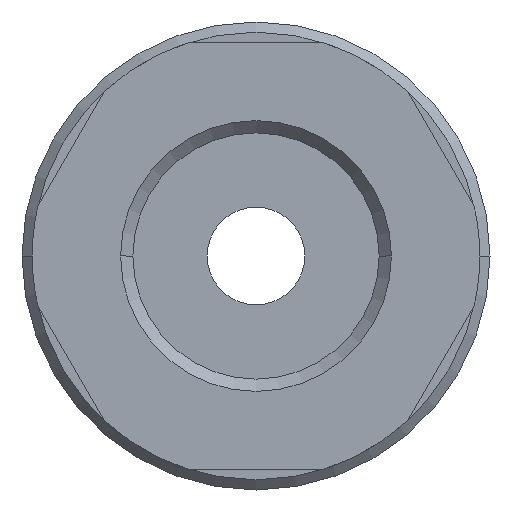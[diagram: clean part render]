
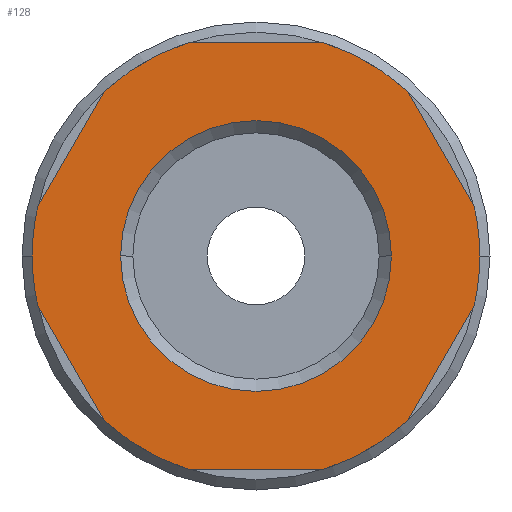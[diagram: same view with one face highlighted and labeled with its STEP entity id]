
A CAD part, front view. The second image highlights one B-rep face of the part: STEP entity #128.
In plain terms, the highlighted planar face has unit normal (0, -1, 0).
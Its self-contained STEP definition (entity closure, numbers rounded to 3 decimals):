
#128=ADVANCED_FACE('',(#316,#317),#318,.T.);
#316=FACE_BOUND('',#567,.T.);
#317=FACE_OUTER_BOUND('',#568,.T.);
#318=PLANE('',#569);
#567=EDGE_LOOP('',(#882,#883));
#568=EDGE_LOOP('',(#884,#885,#886,#887,#888,#889,#890,#891,#892,#893,#894,#895,#896,#897));
#569=AXIS2_PLACEMENT_3D('',#898,#899,#900);
#882=ORIENTED_EDGE('',*,*,#1502,.T.);
#883=ORIENTED_EDGE('',*,*,#1503,.T.);
#884=ORIENTED_EDGE('',*,*,#1504,.F.);
#885=ORIENTED_EDGE('',*,*,#1505,.F.);
#886=ORIENTED_EDGE('',*,*,#1489,.F.);
#887=ORIENTED_EDGE('',*,*,#1506,.F.);
#888=ORIENTED_EDGE('',*,*,#1498,.F.);
#889=ORIENTED_EDGE('',*,*,#1507,.F.);
#890=ORIENTED_EDGE('',*,*,#1508,.F.);
#891=ORIENTED_EDGE('',*,*,#1509,.F.);
#892=ORIENTED_EDGE('',*,*,#1510,.F.);
#893=ORIENTED_EDGE('',*,*,#1511,.F.);
#894=ORIENTED_EDGE('',*,*,#1512,.F.);
#895=ORIENTED_EDGE('',*,*,#1513,.F.);
#896=ORIENTED_EDGE('',*,*,#1514,.F.);
#897=ORIENTED_EDGE('',*,*,#1515,.F.);
#898=CARTESIAN_POINT('',(5.5,0.0,0.0));
#899=DIRECTION('',(-0.0,-1.0,-0.0));
#900=DIRECTION('',(-1.0,0.0,0.0));
#1489=EDGE_CURVE('',#1783,#1785,#1786,.T.);
#1498=EDGE_CURVE('',#1798,#1800,#1801,.T.);
#1502=EDGE_CURVE('',#1806,#1807,#1808,.T.);
#1503=EDGE_CURVE('',#1807,#1806,#1809,.T.);
#1504=EDGE_CURVE('',#1810,#1811,#1812,.T.);
#1505=EDGE_CURVE('',#1785,#1810,#1813,.T.);
#1506=EDGE_CURVE('',#1800,#1783,#1814,.T.);
#1507=EDGE_CURVE('',#1815,#1798,#1816,.T.);
#1508=EDGE_CURVE('',#1817,#1815,#1818,.T.);
#1509=EDGE_CURVE('',#1819,#1817,#1820,.T.);
#1510=EDGE_CURVE('',#1821,#1819,#1822,.T.);
#1511=EDGE_CURVE('',#1823,#1821,#1824,.T.);
#1512=EDGE_CURVE('',#1825,#1823,#1826,.T.);
#1513=EDGE_CURVE('',#1827,#1825,#1828,.T.);
#1514=EDGE_CURVE('',#1829,#1827,#1830,.T.);
#1515=EDGE_CURVE('',#1811,#1829,#1831,.T.);
#1783=VERTEX_POINT('',#2288);
#1785=VERTEX_POINT('',#2291);
#1786=LINE('',#2292,#2293);
#1798=VERTEX_POINT('',#2307);
#1800=VERTEX_POINT('',#2310);
#1801=LINE('',#2311,#2312);
#1806=VERTEX_POINT('',#2319);
#1807=VERTEX_POINT('',#2320);
#1808=CIRCLE('',#2321,6.655);
#1809=CIRCLE('',#2322,6.655);
#1810=VERTEX_POINT('',#2323);
#1811=VERTEX_POINT('',#2324);
#1812=LINE('',#2325,#2326);
#1813=CIRCLE('',#2327,11.0);
#1814=CIRCLE('',#2328,11.0);
#1815=VERTEX_POINT('',#2329);
#1816=CIRCLE('',#2330,11.0);
#1817=VERTEX_POINT('',#2331);
#1818=CIRCLE('',#2332,11.0);
#1819=VERTEX_POINT('',#2333);
#1820=LINE('',#2334,#2335);
#1821=VERTEX_POINT('',#2336);
#1822=CIRCLE('',#2337,11.0);
#1823=VERTEX_POINT('',#2338);
#1824=LINE('',#2339,#2340);
#1825=VERTEX_POINT('',#2341);
#1826=CIRCLE('',#2342,11.0);
#1827=VERTEX_POINT('',#2343);
#1828=LINE('',#2344,#2345);
#1829=VERTEX_POINT('',#2346);
#1830=CIRCLE('',#2347,11.0);
#1831=CIRCLE('',#2348,11.0);
#2288=CARTESIAN_POINT('',(3.279,0.0,-10.5));
#2291=CARTESIAN_POINT('',(-3.279,0.0,-10.5));
#2292=CARTESIAN_POINT('',(2.75,0.0,-10.5));
#2293=VECTOR('',#2809,1.0);
#2307=CARTESIAN_POINT('',(10.733,0.0,-2.411));
#2310=CARTESIAN_POINT('',(7.454,0.0,-8.089));
#2311=CARTESIAN_POINT('',(9.781,0.0,-4.059));
#2312=VECTOR('',#2822,1.0);
#2319=CARTESIAN_POINT('',(-6.655,0.0,0.));
#2320=CARTESIAN_POINT('',(6.655,0.0,0.));
#2321=AXIS2_PLACEMENT_3D('',#2825,#2826,#2827);
#2322=AXIS2_PLACEMENT_3D('',#2828,#2829,#2830);
#2323=CARTESIAN_POINT('',(-7.454,0.0,-8.089));
#2324=CARTESIAN_POINT('',(-10.733,0.0,-2.411));
#2325=CARTESIAN_POINT('',(-8.406,0.0,-6.441));
#2326=VECTOR('',#2831,1.0);
#2327=AXIS2_PLACEMENT_3D('',#2832,#2833,#2834);
#2328=AXIS2_PLACEMENT_3D('',#2835,#2836,#2837);
#2329=CARTESIAN_POINT('',(11.0,0.0,0.));
#2330=AXIS2_PLACEMENT_3D('',#2838,#2839,#2840);
#2331=CARTESIAN_POINT('',(10.733,0.0,2.411));
#2332=AXIS2_PLACEMENT_3D('',#2841,#2842,#2843);
#2333=CARTESIAN_POINT('',(7.454,0.0,8.089));
#2334=CARTESIAN_POINT('',(9.781,0.0,4.059));
#2335=VECTOR('',#2844,1.0);
#2336=CARTESIAN_POINT('',(3.279,0.0,10.5));
#2337=AXIS2_PLACEMENT_3D('',#2845,#2846,#2847);
#2338=CARTESIAN_POINT('',(-3.279,0.0,10.5));
#2339=CARTESIAN_POINT('',(2.75,0.0,10.5));
#2340=VECTOR('',#2848,1.0);
#2341=CARTESIAN_POINT('',(-7.454,0.0,8.089));
#2342=AXIS2_PLACEMENT_3D('',#2849,#2850,#2851);
#2343=CARTESIAN_POINT('',(-10.733,0.0,2.411));
#2344=CARTESIAN_POINT('',(-8.406,0.0,6.441));
#2345=VECTOR('',#2852,1.0);
#2346=CARTESIAN_POINT('',(-11.0,0.0,0.));
#2347=AXIS2_PLACEMENT_3D('',#2853,#2854,#2855);
#2348=AXIS2_PLACEMENT_3D('',#2856,#2857,#2858);
#2809=DIRECTION('',(-1.0,0.0,0.0));
#2822=DIRECTION('',(-0.5,0.0,-0.866));
#2825=CARTESIAN_POINT('',(0.0,0.0,0.0));
#2826=DIRECTION('',(-0.0,1.0,0.0));
#2827=DIRECTION('',(1.0,0.0,0.0));
#2828=CARTESIAN_POINT('',(0.0,0.0,0.0));
#2829=DIRECTION('',(-0.0,1.0,0.0));
#2830=DIRECTION('',(1.0,0.0,0.0));
#2831=DIRECTION('',(-0.5,0.0,0.866));
#2832=CARTESIAN_POINT('',(0.0,0.0,0.0));
#2833=DIRECTION('',(-0.0,1.0,0.0));
#2834=DIRECTION('',(1.0,0.0,0.0));
#2835=CARTESIAN_POINT('',(0.0,0.0,0.0));
#2836=DIRECTION('',(-0.0,1.0,0.0));
#2837=DIRECTION('',(1.0,0.0,0.0));
#2838=CARTESIAN_POINT('',(0.0,0.0,0.0));
#2839=DIRECTION('',(-0.0,1.0,0.0));
#2840=DIRECTION('',(1.0,0.0,0.0));
#2841=CARTESIAN_POINT('',(0.0,0.0,0.0));
#2842=DIRECTION('',(-0.0,1.0,0.0));
#2843=DIRECTION('',(1.0,0.0,0.0));
#2844=DIRECTION('',(0.5,0.0,-0.866));
#2845=CARTESIAN_POINT('',(0.0,0.0,0.0));
#2846=DIRECTION('',(-0.0,1.0,0.0));
#2847=DIRECTION('',(1.0,0.0,0.0));
#2848=DIRECTION('',(1.0,-0.0,0.));
#2849=CARTESIAN_POINT('',(0.0,0.0,0.0));
#2850=DIRECTION('',(-0.0,1.0,0.0));
#2851=DIRECTION('',(1.0,0.0,0.0));
#2852=DIRECTION('',(0.5,-0.0,0.866));
#2853=CARTESIAN_POINT('',(0.0,0.0,0.0));
#2854=DIRECTION('',(-0.0,1.0,0.0));
#2855=DIRECTION('',(1.0,0.0,0.0));
#2856=CARTESIAN_POINT('',(0.0,0.0,0.0));
#2857=DIRECTION('',(-0.0,1.0,0.0));
#2858=DIRECTION('',(1.0,0.0,0.0));
